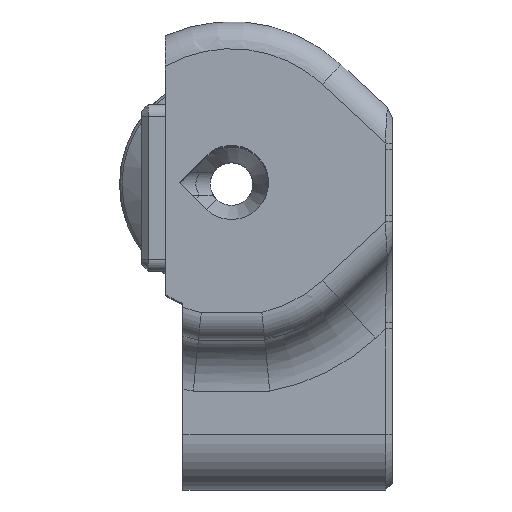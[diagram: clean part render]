
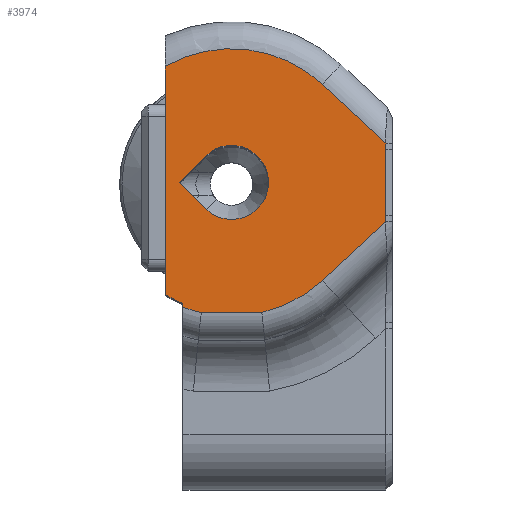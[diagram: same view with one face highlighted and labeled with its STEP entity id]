
A CAD part, top view. The second image highlights one B-rep face of the part: STEP entity #3974.
In plain terms, the highlighted planar face has unit normal (0, 0, 1).
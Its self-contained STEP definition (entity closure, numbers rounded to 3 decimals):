
#26=FACE_BOUND('',#671,.T.);
#137=PLANE('',#4323);
#244=B_SPLINE_CURVE_WITH_KNOTS('',3,(#6826,#6827,#6828,#6829),
 .UNSPECIFIED.,.F.,.F.,(4,4),(1.402,1.571),
 .UNSPECIFIED.);
#250=B_SPLINE_CURVE_WITH_KNOTS('',3,(#6976,#6977,#6978,#6979),
 .UNSPECIFIED.,.F.,.F.,(4,4),(-1.571,-1.402),
 .UNSPECIFIED.);
#428=FACE_OUTER_BOUND('',#670,.T.);
#670=EDGE_LOOP('',(#3323,#3324,#3325,#3326,#3327,#3328,#3329,#3330,#3331,
#3332,#3333,#3334,#3335));
#671=EDGE_LOOP('',(#3336,#3337,#3338));
#862=LINE('',#6212,#1211);
#873=LINE('',#6265,#1222);
#935=LINE('',#6803,#1284);
#996=LINE('',#7241,#1345);
#1003=LINE('',#7279,#1352);
#1004=LINE('',#7283,#1353);
#1005=LINE('',#7288,#1354);
#1006=LINE('',#7292,#1355);
#1007=LINE('',#7295,#1356);
#1211=VECTOR('',#4769,10.);
#1222=VECTOR('',#4792,10.);
#1284=VECTOR('',#4980,10.);
#1345=VECTOR('',#5141,10.);
#1352=VECTOR('',#5162,10.);
#1353=VECTOR('',#5167,10.);
#1354=VECTOR('',#5172,10.);
#1355=VECTOR('',#5175,10.);
#1356=VECTOR('',#5178,10.);
#1586=CIRCLE('',#4324,7.85);
#1587=CIRCLE('',#4325,7.65);
#1588=CIRCLE('',#4326,7.85);
#1589=CIRCLE('',#4327,7.85);
#1590=CIRCLE('',#4328,2.175);
#1753=VERTEX_POINT('',#6209);
#1754=VERTEX_POINT('',#6211);
#1769=VERTEX_POINT('',#6253);
#1770=VERTEX_POINT('',#6264);
#1837=VERTEX_POINT('',#6765);
#1844=VERTEX_POINT('',#6796);
#1847=VERTEX_POINT('',#6801);
#1849=VERTEX_POINT('',#6851);
#1902=VERTEX_POINT('',#7240);
#1912=VERTEX_POINT('',#7277);
#1913=VERTEX_POINT('',#7281);
#1914=VERTEX_POINT('',#7285);
#1915=VERTEX_POINT('',#7287);
#1916=VERTEX_POINT('',#7290);
#1917=VERTEX_POINT('',#7291);
#1918=VERTEX_POINT('',#7293);
#2175=EDGE_CURVE('',#1753,#1754,#862,.T.);
#2193=EDGE_CURVE('',#1769,#1770,#873,.T.);
#2310=EDGE_CURVE('',#1847,#1844,#935,.T.);
#2312=EDGE_CURVE('',#1837,#1847,#244,.T.);
#2324=EDGE_CURVE('',#1844,#1849,#250,.T.);
#2405=EDGE_CURVE('',#1849,#1902,#996,.T.);
#2419=EDGE_CURVE('',#1912,#1837,#1003,.T.);
#2420=EDGE_CURVE('',#1913,#1912,#1586,.T.);
#2421=EDGE_CURVE('',#1754,#1913,#1004,.T.);
#2422=EDGE_CURVE('',#1770,#1753,#1587,.T.);
#2423=EDGE_CURVE('',#1914,#1769,#1588,.T.);
#2424=EDGE_CURVE('',#1915,#1914,#1005,.T.);
#2425=EDGE_CURVE('',#1902,#1915,#1589,.T.);
#2426=EDGE_CURVE('',#1916,#1917,#1006,.T.);
#2427=EDGE_CURVE('',#1918,#1916,#1590,.T.);
#2428=EDGE_CURVE('',#1917,#1918,#1007,.T.);
#3323=ORIENTED_EDGE('',*,*,#2312,.F.);
#3324=ORIENTED_EDGE('',*,*,#2419,.F.);
#3325=ORIENTED_EDGE('',*,*,#2420,.F.);
#3326=ORIENTED_EDGE('',*,*,#2421,.F.);
#3327=ORIENTED_EDGE('',*,*,#2175,.F.);
#3328=ORIENTED_EDGE('',*,*,#2422,.F.);
#3329=ORIENTED_EDGE('',*,*,#2193,.F.);
#3330=ORIENTED_EDGE('',*,*,#2423,.F.);
#3331=ORIENTED_EDGE('',*,*,#2424,.F.);
#3332=ORIENTED_EDGE('',*,*,#2425,.F.);
#3333=ORIENTED_EDGE('',*,*,#2405,.F.);
#3334=ORIENTED_EDGE('',*,*,#2324,.F.);
#3335=ORIENTED_EDGE('',*,*,#2310,.F.);
#3336=ORIENTED_EDGE('',*,*,#2426,.F.);
#3337=ORIENTED_EDGE('',*,*,#2427,.F.);
#3338=ORIENTED_EDGE('',*,*,#2428,.F.);
#3974=ADVANCED_FACE('',(#428,#26),#137,.T.);
#4323=AXIS2_PLACEMENT_3D('',#7280,#5163,#5164);
#4324=AXIS2_PLACEMENT_3D('',#7282,#5165,#5166);
#4325=AXIS2_PLACEMENT_3D('',#7284,#5168,#5169);
#4326=AXIS2_PLACEMENT_3D('',#7286,#5170,#5171);
#4327=AXIS2_PLACEMENT_3D('',#7289,#5173,#5174);
#4328=AXIS2_PLACEMENT_3D('',#7294,#5176,#5177);
#4769=DIRECTION('',(0.,1.,0.));
#4792=DIRECTION('',(0.,1.,0.));
#4980=DIRECTION('',(0.,-1.,0.));
#5141=DIRECTION('',(-0.733,-0.68,0.));
#5162=DIRECTION('',(0.733,-0.68,0.));
#5163=DIRECTION('center_axis',(0.,0.,1.));
#5164=DIRECTION('ref_axis',(-1.,0.,0.));
#5165=DIRECTION('center_axis',(0.,0.,-1.));
#5166=DIRECTION('ref_axis',(0.161,0.987,0.));
#5167=DIRECTION('',(0.,1.,0.));
#5168=DIRECTION('center_axis',(0.,0.,-1.));
#5169=DIRECTION('ref_axis',(-0.373,-0.928,0.));
#5170=DIRECTION('center_axis',(0.,0.,-1.));
#5171=DIRECTION('ref_axis',(-0.254,-0.967,0.));
#5172=DIRECTION('',(-1.,0.,0.));
#5173=DIRECTION('center_axis',(0.,0.,-1.));
#5174=DIRECTION('ref_axis',(0.46,-0.888,0.));
#5175=DIRECTION('',(-0.707,-0.707,0.));
#5176=DIRECTION('center_axis',(0.,0.,1.));
#5177=DIRECTION('ref_axis',(1.,0.,0.));
#5178=DIRECTION('',(0.707,-0.707,0.));
#6209=CARTESIAN_POINT('',(-22.923,2.617,42.45));
#6211=CARTESIAN_POINT('',(-22.923,15.793,42.45));
#6212=CARTESIAN_POINT('',(-22.923,12.55,42.45));
#6253=CARTESIAN_POINT('',(-21.884,1.89,42.45));
#6264=CARTESIAN_POINT('',(-21.884,2.106,42.45));
#6265=CARTESIAN_POINT('',(-21.884,4.751,42.45));
#6765=CARTESIAN_POINT('',(-9.983,11.52,42.45));
#6796=CARTESIAN_POINT('',(-9.984,7.26,42.45));
#6801=CARTESIAN_POINT('',(-9.984,11.149,42.45));
#6803=CARTESIAN_POINT('',(-9.984,7.193,42.45));
#6826=CARTESIAN_POINT('Ctrl Pts',(-9.983,11.52,42.45));
#6827=CARTESIAN_POINT('Ctrl Pts',(-9.984,11.395,42.45));
#6828=CARTESIAN_POINT('Ctrl Pts',(-9.984,11.272,42.45));
#6829=CARTESIAN_POINT('Ctrl Pts',(-9.984,11.149,42.45));
#6851=CARTESIAN_POINT('',(-9.983,6.89,42.45));
#6976=CARTESIAN_POINT('Ctrl Pts',(-9.984,7.26,42.45));
#6977=CARTESIAN_POINT('Ctrl Pts',(-9.984,7.137,42.45));
#6978=CARTESIAN_POINT('Ctrl Pts',(-9.984,7.014,42.45));
#6979=CARTESIAN_POINT('Ctrl Pts',(-9.983,6.89,42.45));
#7240=CARTESIAN_POINT('',(-13.698,3.447,42.45));
#7241=CARTESIAN_POINT('',(-12.924,4.164,42.45));
#7277=CARTESIAN_POINT('',(-13.698,14.962,42.45));
#7279=CARTESIAN_POINT('',(-11.462,12.89,42.45));
#7280=CARTESIAN_POINT('Origin',(-16.253,9.307,42.45));
#7281=CARTESIAN_POINT('',(-22.923,16.024,42.45));
#7282=CARTESIAN_POINT('Origin',(-19.034,9.205,42.45));
#7283=CARTESIAN_POINT('',(-22.923,12.55,42.45));
#7284=CARTESIAN_POINT('Origin',(-19.034,9.205,42.45));
#7285=CARTESIAN_POINT('',(-20.809,1.558,42.45));
#7286=CARTESIAN_POINT('Origin',(-19.034,9.205,42.45));
#7287=CARTESIAN_POINT('',(-17.259,1.558,42.45));
#7288=CARTESIAN_POINT('',(-19.588,1.558,42.45));
#7289=CARTESIAN_POINT('Origin',(-19.034,9.205,42.45));
#7290=CARTESIAN_POINT('',(-20.572,10.743,42.45));
#7291=CARTESIAN_POINT('',(-22.11,9.205,42.45));
#7292=CARTESIAN_POINT('',(-20.62,10.694,42.45));
#7293=CARTESIAN_POINT('',(-20.572,7.667,42.45));
#7294=CARTESIAN_POINT('Origin',(-19.034,9.205,42.45));
#7295=CARTESIAN_POINT('',(-19.902,6.997,42.45));
